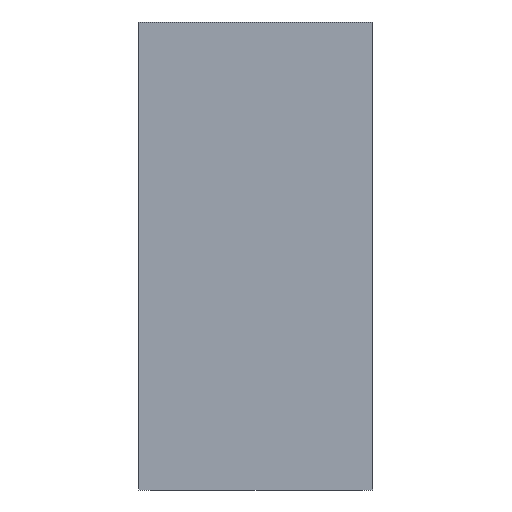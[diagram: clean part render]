
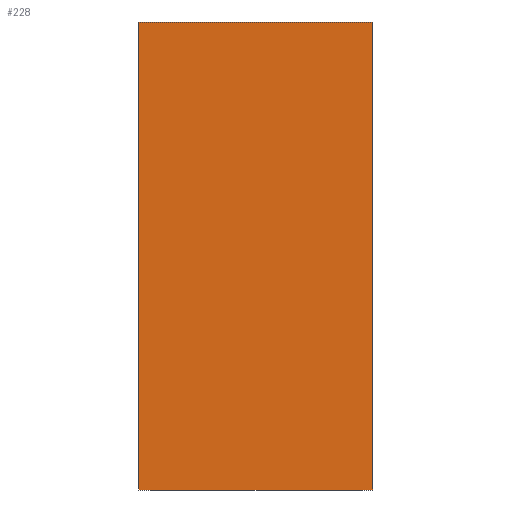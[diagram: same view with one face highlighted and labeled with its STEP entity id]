
A CAD part, left-side view. The second image highlights one B-rep face of the part: STEP entity #228.
In plain terms, the highlighted planar face has unit normal (-1, 0, 0).
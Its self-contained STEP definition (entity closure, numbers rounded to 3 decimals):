
#11 = ORIENTED_EDGE ( 'NONE', *, *, #297, .T. ) ;
#50 = VERTEX_POINT ( 'NONE', #625 ) ;
#66 = EDGE_CURVE ( 'NONE', #124, #503, #665, .T. ) ;
#82 = ORIENTED_EDGE ( 'NONE', *, *, #501, .F. ) ;
#83 = LINE ( 'NONE', #195, #489 ) ;
#107 = CARTESIAN_POINT ( 'NONE',  ( -207.5, 40., -111. ) ) ;
#112 = DIRECTION ( 'NONE',  ( 0., -1., 0. ) ) ;
#120 = CARTESIAN_POINT ( 'NONE',  ( -207.5, 40., -111. ) ) ;
#124 = VERTEX_POINT ( 'NONE', #431 ) ;
#154 = EDGE_LOOP ( 'NONE', ( #400, #82, #499, #11 ) ) ;
#177 = CARTESIAN_POINT ( 'NONE',  ( -207.5, 40., -111. ) ) ;
#195 = CARTESIAN_POINT ( 'NONE',  ( -207.5, 40., -191. ) ) ;
#220 = FACE_OUTER_BOUND ( 'NONE', #154, .T. ) ;
#224 = VECTOR ( 'NONE', #112, 1000. ) ;
#228 = ADVANCED_FACE ( 'NONE', ( #220 ), #373, .F. ) ;
#236 = DIRECTION ( 'NONE',  ( 0., -1., 0. ) ) ;
#254 = DIRECTION ( 'NONE',  ( 0., 0., 1. ) ) ;
#297 = EDGE_CURVE ( 'NONE', #654, #124, #83, .T. ) ;
#308 = DIRECTION ( 'NONE',  ( 0., 0., 1. ) ) ;
#315 = AXIS2_PLACEMENT_3D ( 'NONE', #177, #636, #376 ) ;
#358 = VECTOR ( 'NONE', #308, 1000. ) ;
#373 = PLANE ( 'NONE',  #315 ) ;
#376 = DIRECTION ( 'NONE',  ( 0., 0., -1. ) ) ;
#400 = ORIENTED_EDGE ( 'NONE', *, *, #66, .T. ) ;
#431 = CARTESIAN_POINT ( 'NONE',  ( -207.5, 0., -191. ) ) ;
#454 = CARTESIAN_POINT ( 'NONE',  ( -207.5, 0., -111. ) ) ;
#489 = VECTOR ( 'NONE', #236, 1000. ) ;
#499 = ORIENTED_EDGE ( 'NONE', *, *, #585, .F. ) ;
#501 = EDGE_CURVE ( 'NONE', #50, #503, #516, .T. ) ;
#503 = VERTEX_POINT ( 'NONE', #524 ) ;
#516 = LINE ( 'NONE', #120, #224 ) ;
#524 = CARTESIAN_POINT ( 'NONE',  ( -207.5, 0., -111. ) ) ;
#542 = CARTESIAN_POINT ( 'NONE',  ( -207.5, 40., -191. ) ) ;
#567 = LINE ( 'NONE', #107, #358 ) ;
#585 = EDGE_CURVE ( 'NONE', #654, #50, #567, .T. ) ;
#590 = VECTOR ( 'NONE', #254, 1000. ) ;
#625 = CARTESIAN_POINT ( 'NONE',  ( -207.5, 40., -111. ) ) ;
#636 = DIRECTION ( 'NONE',  ( 1., 0., 0. ) ) ;
#654 = VERTEX_POINT ( 'NONE', #542 ) ;
#665 = LINE ( 'NONE', #454, #590 ) ;
